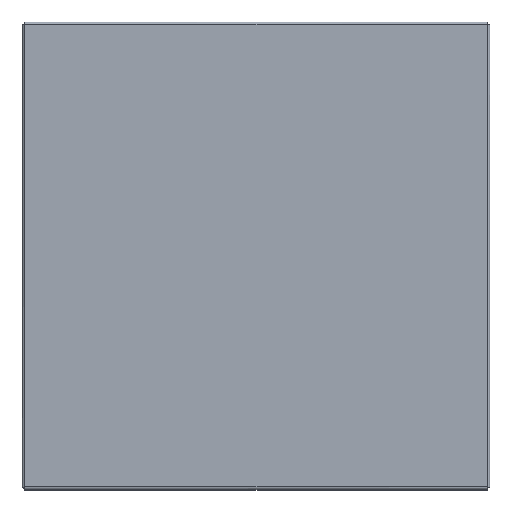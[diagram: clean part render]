
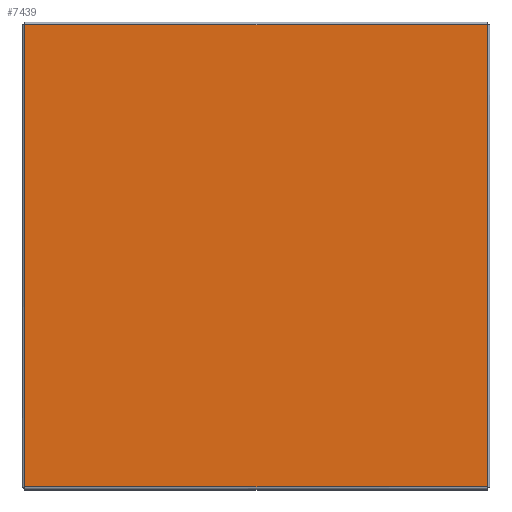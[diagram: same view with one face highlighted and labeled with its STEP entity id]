
A CAD part, top view. The second image highlights one B-rep face of the part: STEP entity #7439.
In plain terms, the highlighted planar face has unit normal (0, 0, 1).
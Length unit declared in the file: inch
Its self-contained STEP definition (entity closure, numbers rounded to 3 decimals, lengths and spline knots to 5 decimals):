
#343 = FACE_OUTER_BOUND ( 'NONE', #10076, .T. ) ;
#1031 = DIRECTION ( 'NONE',  ( 0., 0., 1. ) ) ;
#1740 = CARTESIAN_POINT ( 'NONE',  ( 12.04895, 16.0354, 0.074 ) ) ;
#2070 = LINE ( 'NONE', #6574, #7258 ) ;
#2460 = ORIENTED_EDGE ( 'NONE', *, *, #11944, .T. ) ;
#2506 = VECTOR ( 'NONE', #8512, 39.37008 ) ;
#2847 = DIRECTION ( 'NONE',  ( 0., -1., 0. ) ) ;
#2899 = EDGE_CURVE ( 'NONE', #8928, #4847, #5588, .T. ) ;
#2958 = VECTOR ( 'NONE', #2847, 39.37008 ) ;
#3020 = CARTESIAN_POINT ( 'NONE',  ( 0.0896, 12.04895, 0.074 ) ) ;
#4096 = CARTESIAN_POINT ( 'NONE',  ( 0.0896, 0.0896, 0.074 ) ) ;
#4289 = CARTESIAN_POINT ( 'NONE',  ( 16.0354, 16.0354, 0.074 ) ) ;
#4710 = ORIENTED_EDGE ( 'NONE', *, *, #2899, .T. ) ;
#4847 = VERTEX_POINT ( 'NONE', #4096 ) ;
#5588 = LINE ( 'NONE', #3020, #2958 ) ;
#5850 = LINE ( 'NONE', #10916, #10626 ) ;
#6574 = CARTESIAN_POINT ( 'NONE',  ( 4.07605, 0.0896, 0.074 ) ) ;
#6843 = CARTESIAN_POINT ( 'NONE',  ( 8.0625, 8.0625, 0.074 ) ) ;
#7044 = EDGE_CURVE ( 'NONE', #10418, #8928, #9911, .T. ) ;
#7258 = VECTOR ( 'NONE', #9258, 39.37008 ) ;
#7439 = ADVANCED_FACE ( 'NONE', ( #343 ), #8577, .T. ) ;
#7822 = DIRECTION ( 'NONE',  ( 1., 0., 0. ) ) ;
#7934 = CARTESIAN_POINT ( 'NONE',  ( 0.0896, 16.0354, 0.074 ) ) ;
#8512 = DIRECTION ( 'NONE',  ( -1., 0., 0. ) ) ;
#8577 = PLANE ( 'NONE',  #11274 ) ;
#8928 = VERTEX_POINT ( 'NONE', #7934 ) ;
#9258 = DIRECTION ( 'NONE',  ( 1., 0., 0. ) ) ;
#9592 = ORIENTED_EDGE ( 'NONE', *, *, #7044, .T. ) ;
#9911 = LINE ( 'NONE', #1740, #2506 ) ;
#10076 = EDGE_LOOP ( 'NONE', ( #2460, #9592, #4710, #10333 ) ) ;
#10255 = VERTEX_POINT ( 'NONE', #10624 ) ;
#10333 = ORIENTED_EDGE ( 'NONE', *, *, #11151, .T. ) ;
#10418 = VERTEX_POINT ( 'NONE', #4289 ) ;
#10624 = CARTESIAN_POINT ( 'NONE',  ( 16.0354, 0.0896, 0.074 ) ) ;
#10626 = VECTOR ( 'NONE', #11921, 39.37008 ) ;
#10916 = CARTESIAN_POINT ( 'NONE',  ( 16.0354, 4.07605, 0.074 ) ) ;
#11151 = EDGE_CURVE ( 'NONE', #4847, #10255, #2070, .T. ) ;
#11274 = AXIS2_PLACEMENT_3D ( 'NONE', #6843, #1031, #7822 ) ;
#11921 = DIRECTION ( 'NONE',  ( 0., 1., 0. ) ) ;
#11944 = EDGE_CURVE ( 'NONE', #10255, #10418, #5850, .T. ) ;
